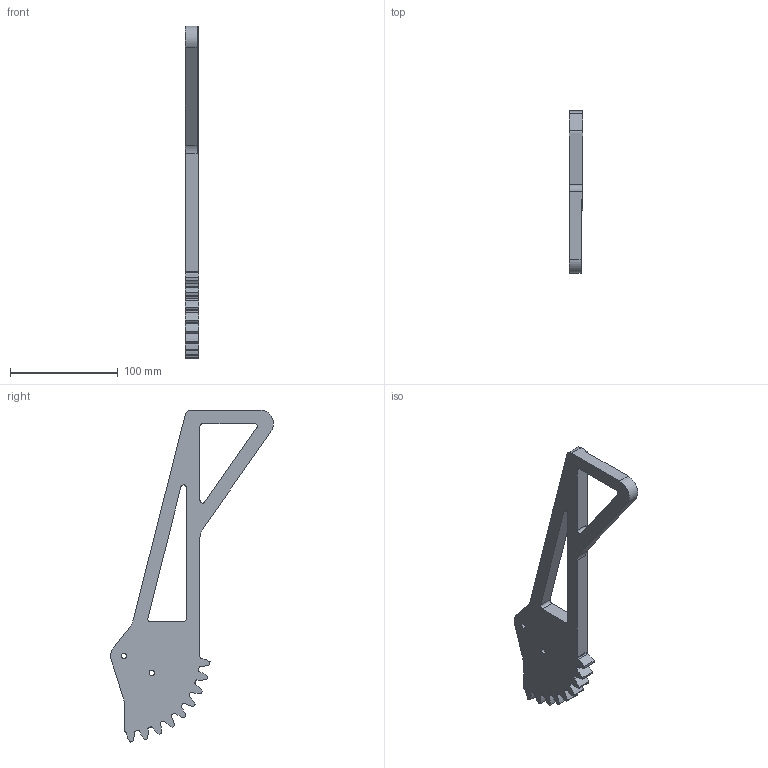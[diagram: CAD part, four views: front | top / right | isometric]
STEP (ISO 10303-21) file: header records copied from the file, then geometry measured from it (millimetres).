
FILE_DESCRIPTION (( 'STEP AP203' ), '1' );
FILE_NAME ('GrabberArm2pt2.STEP', '2024-04-05T04:48:24', ( '' ), ( '' ), 'SwSTEP 2.0', 'SolidWorks 2022', '' );
FILE_SCHEMA (( 'CONFIG_CONTROL_DESIGN' ));
Length unit declared in the file: inch
Products named in the file (1): GrabberArm2pt2
Bounding box: 12.7 x 151.51 x 308.82 mm (x, y, z)
Volume: 174955.6 mm3; surface area: 45629.7 mm2
Topology: 1 solids, 1 shells, 104 faces, 309 edges, 206 vertices
Faces by surface type: cylinder 89, plane 15
Entity records: 3686 total; most frequent: DIRECTION 697, CARTESIAN_POINT 620, ORIENTED_EDGE 618, EDGE_CURVE 309, AXIS2_PLACEMENT_3D 283, VERTEX_POINT 206, CIRCLE 178, VECTOR 131
